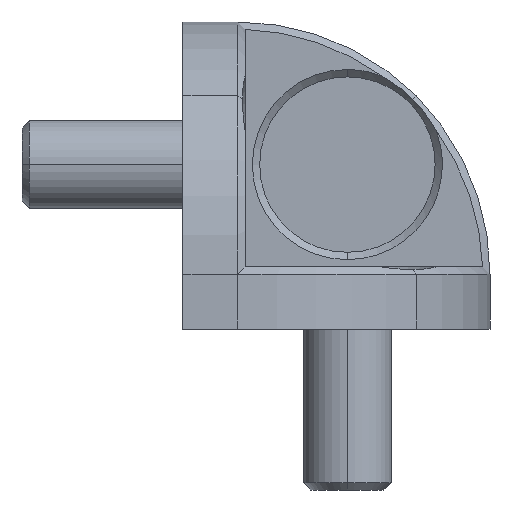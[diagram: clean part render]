
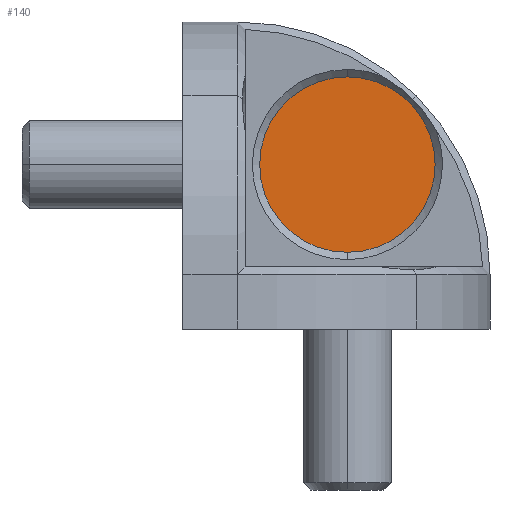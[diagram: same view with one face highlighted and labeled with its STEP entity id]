
A CAD part, left-side view. The second image highlights one B-rep face of the part: STEP entity #140.
In plain terms, the highlighted planar face has unit normal (-1, 0, 0).
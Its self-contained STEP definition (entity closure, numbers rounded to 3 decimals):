
#140=ADVANCED_FACE('',(#310),#311,.T.);
#310=FACE_OUTER_BOUND('',#510,.T.);
#311=PLANE('',#511);
#510=EDGE_LOOP('',(#851,#852));
#511=AXIS2_PLACEMENT_3D('',#853,#854,#855);
#851=ORIENTED_EDGE('',*,*,#1298,.T.);
#852=ORIENTED_EDGE('',*,*,#1288,.T.);
#853=CARTESIAN_POINT('',(-8.,0.,0.0));
#854=DIRECTION('',(-1.0,0.0,0.0));
#855=DIRECTION('',(0.0,0.0,1.0));
#1288=EDGE_CURVE('',#1576,#1574,#1577,.T.);
#1298=EDGE_CURVE('',#1574,#1576,#1587,.T.);
#1574=VERTEX_POINT('',#1978);
#1576=VERTEX_POINT('',#1981);
#1577=CIRCLE('',#1982,12.0);
#1587=CIRCLE('',#1995,12.0);
#1978=CARTESIAN_POINT('',(-8.,0.,12.0));
#1981=CARTESIAN_POINT('',(-8.,0.,-12.0));
#1982=AXIS2_PLACEMENT_3D('',#2289,#2290,#2291);
#1995=AXIS2_PLACEMENT_3D('',#2304,#2305,#2306);
#2289=CARTESIAN_POINT('',(-8.,0.,0.0));
#2290=DIRECTION('',(-1.0,0.0,0.0));
#2291=DIRECTION('',(0.0,0.0,1.0));
#2304=CARTESIAN_POINT('',(-8.,0.,0.0));
#2305=DIRECTION('',(-1.0,0.0,0.0));
#2306=DIRECTION('',(0.0,0.0,1.0));
